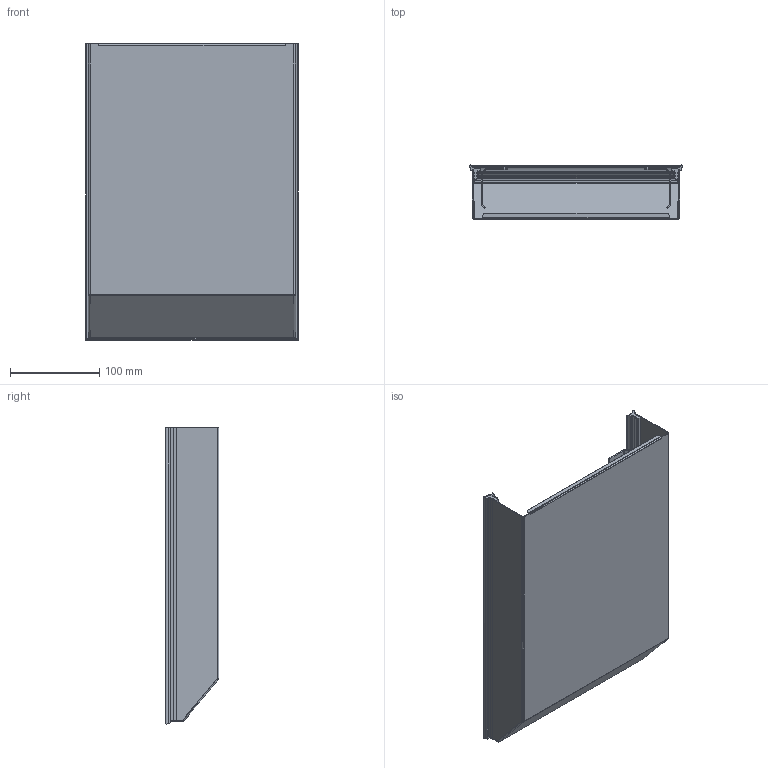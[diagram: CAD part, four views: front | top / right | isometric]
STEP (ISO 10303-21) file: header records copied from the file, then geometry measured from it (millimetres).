
FILE_DESCRIPTION (( 'STEP AP214' ), '1' );
FILE_NAME ('45391.STEP', '2022-08-18T09:20:50', ( '' ), ( '' ), 'SwSTEP 2.0', 'SolidWorks 2021', '' );
FILE_SCHEMA (( 'AUTOMOTIVE_DESIGN' ));
Length unit declared in the file: inch
Products named in the file (1): 45391
Bounding box: 238.4 x 60.56 x 332.7 mm (x, y, z)
Volume: 195078.6 mm3; surface area: 347157.9 mm2
Topology: 4 solids, 4 shells, 307 faces, 819 edges, 513 vertices
Faces by surface type: cylinder 160, plane 139, sphere 8
Full cylindrical faces by diameter (mm): 5.5 x4
Entity records: 13875 total; most frequent: CARTESIAN_POINT 2271, ORIENTED_EDGE 1616, DIRECTION 1535, EDGE_CURVE 808, AXIS2_PLACEMENT_3D 516, VERTEX_POINT 513, LINE 503, VECTOR 503
